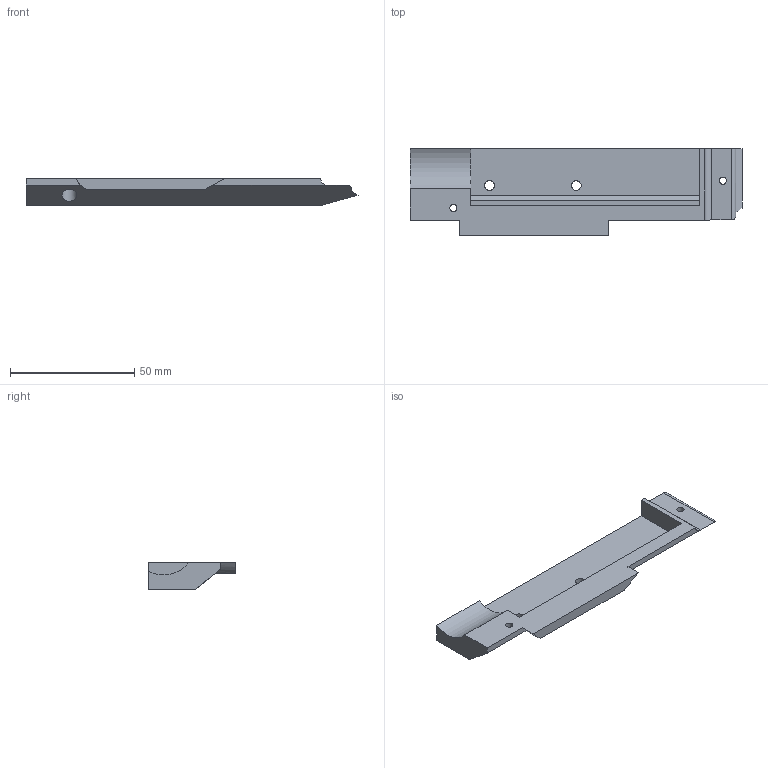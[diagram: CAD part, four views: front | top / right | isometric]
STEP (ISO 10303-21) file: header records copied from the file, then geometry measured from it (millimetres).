
FILE_DESCRIPTION(/* description */ (''),/* implementation_level */ '2;1');
FILE_NAME(/* name */ 'leftside v1.step',/* time_stamp */ '2022-11-20T15:21:27-05:00',/* author */ (''),/* organization */ (''),/* preprocessor_version */ 'ST-DEVELOPER v19.2',/* originating_system */ 'Autodesk Translation Framework v11.17.0.187',/* authorisation */ '');
FILE_SCHEMA (('AUTOMOTIVE_DESIGN { 1 0 10303 214 3 1 1 }'));
Length unit declared in the file: millimetre
Products named in the file (1): leftside
Bounding box: 133.86 x 35.07 x 10.8 mm (x, y, z)
Volume: 18290.2 mm3; surface area: 11351.3 mm2
Topology: 1 solids, 1 shells, 108 faces, 255 edges, 160 vertices
Faces by surface type: plane 58, cylinder 30, cone 20
Full cylindrical faces by diameter (mm): 2.9 x2, 3 x10, 3.9 x2, 6 x2
Entity records: 3245 total; most frequent: DIRECTION 557, CARTESIAN_POINT 534, ORIENTED_EDGE 510, EDGE_CURVE 255, AXIS2_PLACEMENT_3D 198, LINE 161, VECTOR 161, VERTEX_POINT 160
